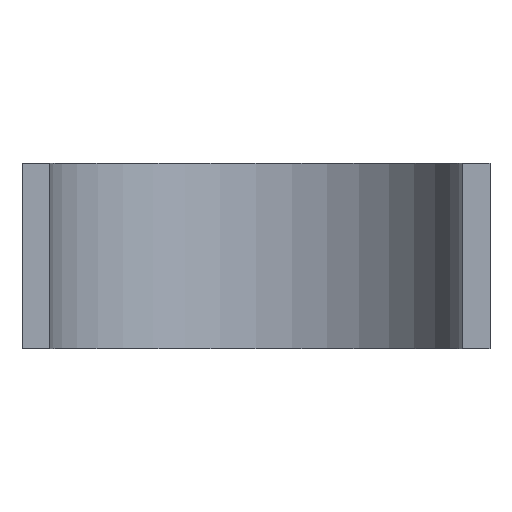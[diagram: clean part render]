
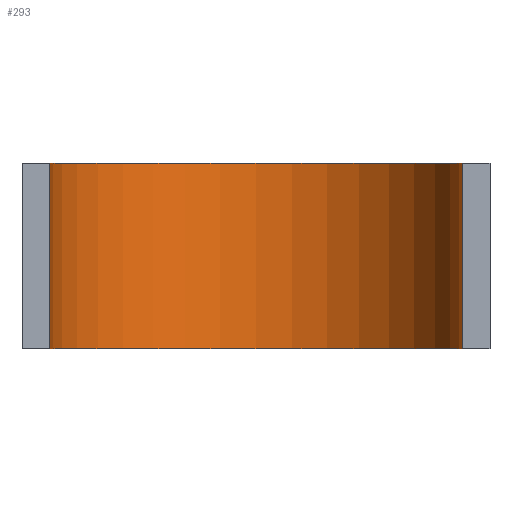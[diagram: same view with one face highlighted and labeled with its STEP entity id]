
A CAD part, front view. The second image highlights one B-rep face of the part: STEP entity #293.
In plain terms, the highlighted cylindrical face has radius 44.5 mm (diameter 89 mm), a partial arc.
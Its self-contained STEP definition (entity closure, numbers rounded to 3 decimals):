
#4 = FACE_OUTER_BOUND ( 'NONE', #121, .T. ) ;
#5 = CARTESIAN_POINT ( 'NONE',  ( 0., 150.5, 20. ) ) ;
#22 = ORIENTED_EDGE ( 'NONE', *, *, #210, .F. ) ;
#30 = VERTEX_POINT ( 'NONE', #370 ) ;
#31 = AXIS2_PLACEMENT_3D ( 'NONE', #5, #266, #142 ) ;
#48 = AXIS2_PLACEMENT_3D ( 'NONE', #345, #237, #341 ) ;
#52 = CARTESIAN_POINT ( 'NONE',  ( -44.5, 150.5, -20. ) ) ;
#67 = EDGE_CURVE ( 'NONE', #179, #198, #191, .T. ) ;
#69 = DIRECTION ( 'NONE',  ( -1., 0., 0. ) ) ;
#121 = EDGE_LOOP ( 'NONE', ( #125, #22, #227, #240 ) ) ;
#125 = ORIENTED_EDGE ( 'NONE', *, *, #67, .T. ) ;
#130 = EDGE_CURVE ( 'NONE', #177, #30, #174, .T. ) ;
#142 = DIRECTION ( 'NONE',  ( -1., 0., 0. ) ) ;
#150 = LINE ( 'NONE', #253, #338 ) ;
#174 = CIRCLE ( 'NONE', #31, 44.5 ) ;
#177 = VERTEX_POINT ( 'NONE', #287 ) ;
#178 = CARTESIAN_POINT ( 'NONE',  ( 0., 150.5, -20. ) ) ;
#179 = VERTEX_POINT ( 'NONE', #52 ) ;
#182 = AXIS2_PLACEMENT_3D ( 'NONE', #178, #311, #69 ) ;
#191 = CIRCLE ( 'NONE', #182, 44.5 ) ;
#198 = VERTEX_POINT ( 'NONE', #283 ) ;
#204 = EDGE_CURVE ( 'NONE', #177, #179, #150, .T. ) ;
#210 = EDGE_CURVE ( 'NONE', #30, #198, #422, .T. ) ;
#227 = ORIENTED_EDGE ( 'NONE', *, *, #130, .F. ) ;
#237 = DIRECTION ( 'NONE',  ( 0., 0., -1. ) ) ;
#239 = VECTOR ( 'NONE', #358, 1000. ) ;
#240 = ORIENTED_EDGE ( 'NONE', *, *, #204, .T. ) ;
#250 = DIRECTION ( 'NONE',  ( 0., 0., -1. ) ) ;
#253 = CARTESIAN_POINT ( 'NONE',  ( -44.5, 150.5, 20. ) ) ;
#266 = DIRECTION ( 'NONE',  ( 0., 0., -1. ) ) ;
#283 = CARTESIAN_POINT ( 'NONE',  ( 44.5, 150.5, -20. ) ) ;
#287 = CARTESIAN_POINT ( 'NONE',  ( -44.5, 150.5, 20. ) ) ;
#293 = ADVANCED_FACE ( 'NONE', ( #4 ), #340, .F. ) ;
#311 = DIRECTION ( 'NONE',  ( 0., 0., -1. ) ) ;
#338 = VECTOR ( 'NONE', #250, 1000. ) ;
#340 = CYLINDRICAL_SURFACE ( 'NONE', #48, 44.5 ) ;
#341 = DIRECTION ( 'NONE',  ( -1., 0., 0. ) ) ;
#345 = CARTESIAN_POINT ( 'NONE',  ( 0., 150.5, 20. ) ) ;
#358 = DIRECTION ( 'NONE',  ( 0., 0., -1. ) ) ;
#370 = CARTESIAN_POINT ( 'NONE',  ( 44.5, 150.5, 20. ) ) ;
#388 = CARTESIAN_POINT ( 'NONE',  ( 44.5, 150.5, 20. ) ) ;
#422 = LINE ( 'NONE', #388, #239 ) ;
